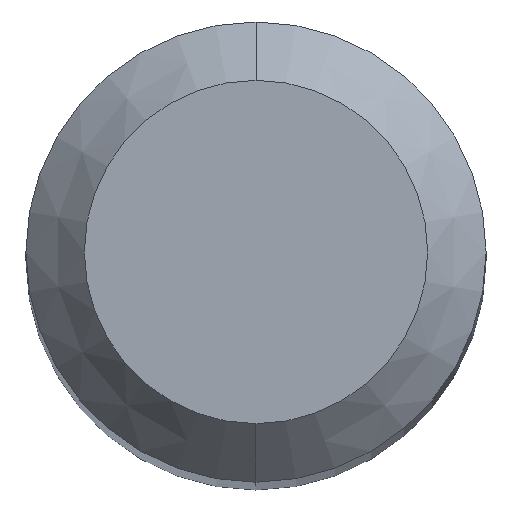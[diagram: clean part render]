
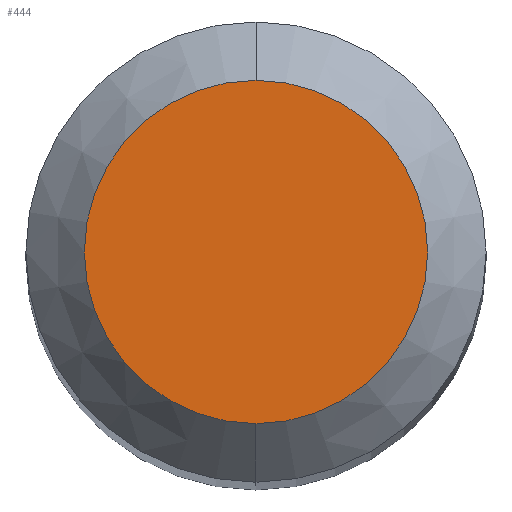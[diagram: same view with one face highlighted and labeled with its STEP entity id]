
A CAD part, top view. The second image highlights one B-rep face of the part: STEP entity #444.
In plain terms, the highlighted planar face has unit normal (0, 0, 1).
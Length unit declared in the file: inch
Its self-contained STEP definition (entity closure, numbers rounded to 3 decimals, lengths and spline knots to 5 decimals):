
#10 = FACE_OUTER_BOUND ( 'NONE', #144, .T. ) ;
#26 = DIRECTION ( 'NONE',  ( 0., 0., 1. ) ) ;
#40 = CARTESIAN_POINT ( 'NONE',  ( 0., 0., 0. ) ) ;
#60 = DIRECTION ( 'NONE',  ( 0., -1., 0. ) ) ;
#61 = AXIS2_PLACEMENT_3D ( 'NONE', #462, #26, #60 ) ;
#124 = DIRECTION ( 'NONE',  ( 0., 0., -1. ) ) ;
#144 = EDGE_LOOP ( 'NONE', ( #454, #273 ) ) ;
#177 = EDGE_CURVE ( 'NONE', #183, #431, #296, .T. ) ;
#183 = VERTEX_POINT ( 'NONE', #232 ) ;
#228 = AXIS2_PLACEMENT_3D ( 'NONE', #293, #124, #472 ) ;
#232 = CARTESIAN_POINT ( 'NONE',  ( 0., -0.04405, 0. ) ) ;
#246 = CIRCLE ( 'NONE', #256, 0.04405 ) ;
#256 = AXIS2_PLACEMENT_3D ( 'NONE', #40, #442, #329 ) ;
#273 = ORIENTED_EDGE ( 'NONE', *, *, #177, .T. ) ;
#293 = CARTESIAN_POINT ( 'NONE',  ( 0., 0.04405, 0. ) ) ;
#296 = CIRCLE ( 'NONE', #61, 0.04405 ) ;
#320 = PLANE ( 'NONE',  #228 ) ;
#329 = DIRECTION ( 'NONE',  ( 0., -1., 0. ) ) ;
#369 = EDGE_CURVE ( 'NONE', #431, #183, #246, .T. ) ;
#370 = CARTESIAN_POINT ( 'NONE',  ( 0., 0.04405, 0. ) ) ;
#431 = VERTEX_POINT ( 'NONE', #370 ) ;
#442 = DIRECTION ( 'NONE',  ( 0., 0., 1. ) ) ;
#444 = ADVANCED_FACE ( 'NONE', ( #10 ), #320, .F. ) ;
#454 = ORIENTED_EDGE ( 'NONE', *, *, #369, .T. ) ;
#462 = CARTESIAN_POINT ( 'NONE',  ( 0., 0., 0. ) ) ;
#472 = DIRECTION ( 'NONE',  ( 0., 1., 0. ) ) ;
